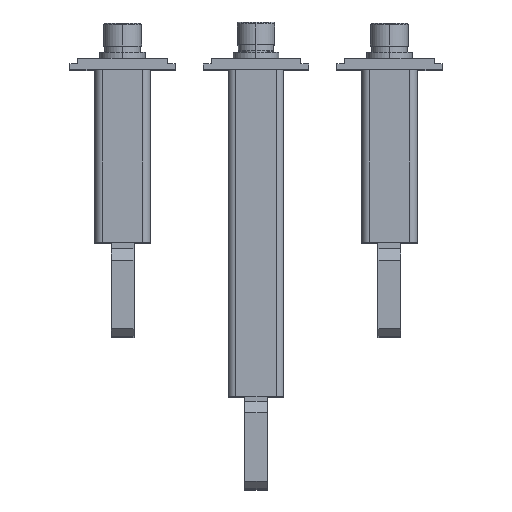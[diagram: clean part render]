
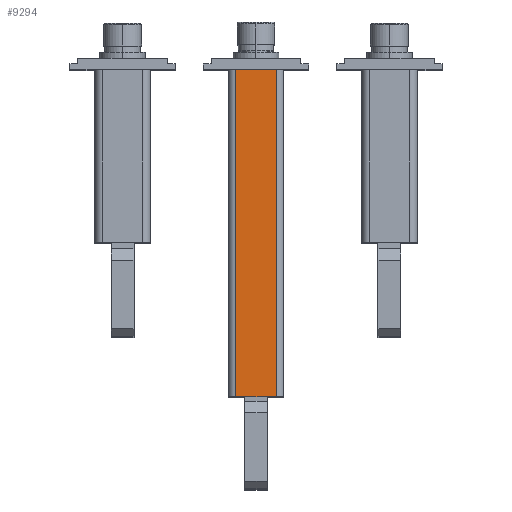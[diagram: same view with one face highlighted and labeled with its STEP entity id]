
A CAD part, top view. The second image highlights one B-rep face of the part: STEP entity #9294.
In plain terms, the highlighted planar face has unit normal (0, 0, 1).
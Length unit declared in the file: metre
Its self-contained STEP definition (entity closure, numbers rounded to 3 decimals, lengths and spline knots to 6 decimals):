
#8875=DIRECTION('',(1.,0.,0.));
#8876=VECTOR('',#8875,0.0105);
#8877=CARTESIAN_POINT('',(0.04755,0.0149,-0.004009));
#8878=LINE('',#8877,#8876);
#8883=DIRECTION('',(0.,1.,0.));
#8884=VECTOR('',#8883,0.0858);
#8885=CARTESIAN_POINT('',(0.04755,-0.0709,-0.004009));
#8886=LINE('',#8885,#8884);
#8927=DIRECTION('',(0.,-1.,0.));
#8928=VECTOR('',#8927,0.0858);
#8929=CARTESIAN_POINT('',(0.05805,0.0149,-0.004009));
#8930=LINE('',#8929,#8928);
#8935=DIRECTION('',(1.,0.,0.));
#8936=VECTOR('',#8935,0.0105);
#8937=CARTESIAN_POINT('',(0.04755,-0.0709,-0.004009));
#8938=LINE('',#8937,#8936);
#8939=CARTESIAN_POINT('',(0.04755,-0.0709,-0.004009));
#8940=CARTESIAN_POINT('',(0.05805,-0.0709,-0.004009));
#8941=VERTEX_POINT('',#8939);
#8942=VERTEX_POINT('',#8940);
#8971=CARTESIAN_POINT('',(0.04755,0.0149,-0.004009));
#8972=CARTESIAN_POINT('',(0.05805,0.0149,-0.004009));
#8973=VERTEX_POINT('',#8971);
#8974=VERTEX_POINT('',#8972);
#9283=CARTESIAN_POINT('',(0.04555,-0.0709,-0.004009));
#9284=DIRECTION('',(0.,0.,1.));
#9285=DIRECTION('',(1.,0.,0.));
#9286=AXIS2_PLACEMENT_3D('',#9283,#9284,#9285);
#9287=PLANE('',#9286);
#9288=ORIENTED_EDGE('',*,*,#9200,.T.);
#9289=ORIENTED_EDGE('',*,*,#9176,.T.);
#9290=ORIENTED_EDGE('',*,*,#9276,.T.);
#9291=ORIENTED_EDGE('',*,*,#9010,.F.);
#9292=EDGE_LOOP('',(#9288,#9289,#9290,#9291));
#9293=FACE_OUTER_BOUND('',#9292,.F.);
#9294=ADVANCED_FACE('',(#9293),#9287,.T.);
#9010=EDGE_CURVE('',#8941,#8942,#8938,.T.);
#9176=EDGE_CURVE('',#8973,#8974,#8878,.T.);
#9200=EDGE_CURVE('',#8941,#8973,#8886,.T.);
#9276=EDGE_CURVE('',#8974,#8942,#8930,.T.);
